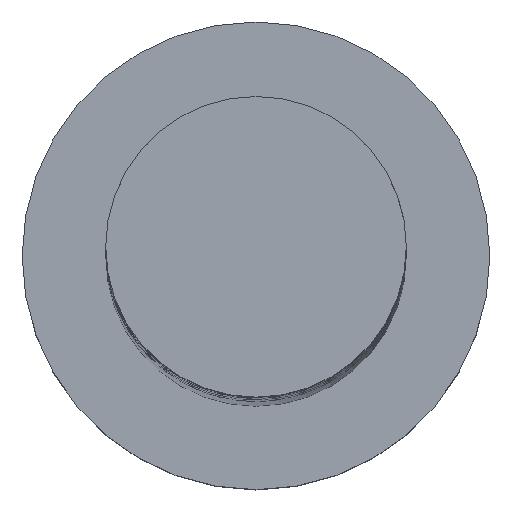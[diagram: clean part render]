
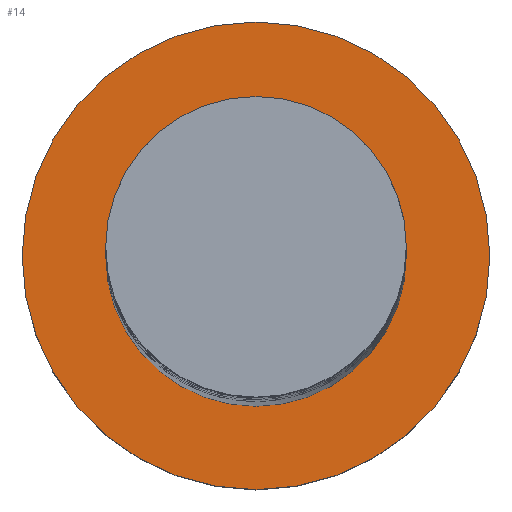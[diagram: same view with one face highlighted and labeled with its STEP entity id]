
A CAD part, top view. The second image highlights one B-rep face of the part: STEP entity #14.
In plain terms, the highlighted planar face has unit normal (0, 0, 1).
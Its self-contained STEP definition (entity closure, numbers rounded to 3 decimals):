
#7 = VERTEX_POINT ( 'NONE', #1610 ) ;
#14 = ADVANCED_FACE ( 'NONE', ( #1625, #718 ), #827, .T. ) ;
#26 = AXIS2_PLACEMENT_3D ( 'NONE', #969, #225, #474 ) ;
#41 = CIRCLE ( 'NONE', #1633, 4.5 ) ;
#87 = DIRECTION ( 'NONE',  ( 1., 0., 0. ) ) ;
#92 = EDGE_CURVE ( 'NONE', #671, #1148, #41, .T. ) ;
#115 = DIRECTION ( 'NONE',  ( 0., 0., 1. ) ) ;
#147 = EDGE_LOOP ( 'NONE', ( #664, #352 ) ) ;
#201 = DIRECTION ( 'NONE',  ( 0., 0., 1. ) ) ;
#210 = AXIS2_PLACEMENT_3D ( 'NONE', #1637, #115, #1628 ) ;
#225 = DIRECTION ( 'NONE',  ( 0., 0., 1. ) ) ;
#236 = CIRCLE ( 'NONE', #26, 7. ) ;
#253 = ORIENTED_EDGE ( 'NONE', *, *, #677, .T. ) ;
#352 = ORIENTED_EDGE ( 'NONE', *, *, #489, .F. ) ;
#449 = CARTESIAN_POINT ( 'NONE',  ( 0., 0., 5. ) ) ;
#474 = DIRECTION ( 'NONE',  ( 1., 0., 0. ) ) ;
#489 = EDGE_CURVE ( 'NONE', #1148, #671, #918, .T. ) ;
#525 = CARTESIAN_POINT ( 'NONE',  ( 4.5, 0., 5. ) ) ;
#566 = CARTESIAN_POINT ( 'NONE',  ( -4.5, 0., 5. ) ) ;
#577 = ORIENTED_EDGE ( 'NONE', *, *, #1260, .T. ) ;
#583 = DIRECTION ( 'NONE',  ( 1., 0., 0. ) ) ;
#664 = ORIENTED_EDGE ( 'NONE', *, *, #92, .F. ) ;
#671 = VERTEX_POINT ( 'NONE', #566 ) ;
#677 = EDGE_CURVE ( 'NONE', #867, #7, #1661, .T. ) ;
#710 = EDGE_LOOP ( 'NONE', ( #577, #253 ) ) ;
#718 = FACE_OUTER_BOUND ( 'NONE', #710, .T. ) ;
#778 = DIRECTION ( 'NONE',  ( 0., 0., 1. ) ) ;
#827 = PLANE ( 'NONE',  #1399 ) ;
#835 = CARTESIAN_POINT ( 'NONE',  ( 0., 0., 5. ) ) ;
#867 = VERTEX_POINT ( 'NONE', #904 ) ;
#868 = AXIS2_PLACEMENT_3D ( 'NONE', #449, #1069, #583 ) ;
#904 = CARTESIAN_POINT ( 'NONE',  ( 7., 0., 5. ) ) ;
#918 = CIRCLE ( 'NONE', #210, 4.5 ) ;
#969 = CARTESIAN_POINT ( 'NONE',  ( 0., 0., 5. ) ) ;
#1069 = DIRECTION ( 'NONE',  ( 0., 0., 1. ) ) ;
#1148 = VERTEX_POINT ( 'NONE', #525 ) ;
#1260 = EDGE_CURVE ( 'NONE', #7, #867, #236, .T. ) ;
#1290 = DIRECTION ( 'NONE',  ( 1., 0., 0. ) ) ;
#1399 = AXIS2_PLACEMENT_3D ( 'NONE', #835, #201, #87 ) ;
#1423 = CARTESIAN_POINT ( 'NONE',  ( 0., 0., 5. ) ) ;
#1610 = CARTESIAN_POINT ( 'NONE',  ( -7., 0., 5. ) ) ;
#1625 = FACE_BOUND ( 'NONE', #147, .T. ) ;
#1628 = DIRECTION ( 'NONE',  ( 1., 0., 0. ) ) ;
#1633 = AXIS2_PLACEMENT_3D ( 'NONE', #1423, #778, #1290 ) ;
#1637 = CARTESIAN_POINT ( 'NONE',  ( 0., 0., 5. ) ) ;
#1661 = CIRCLE ( 'NONE', #868, 7. ) ;
